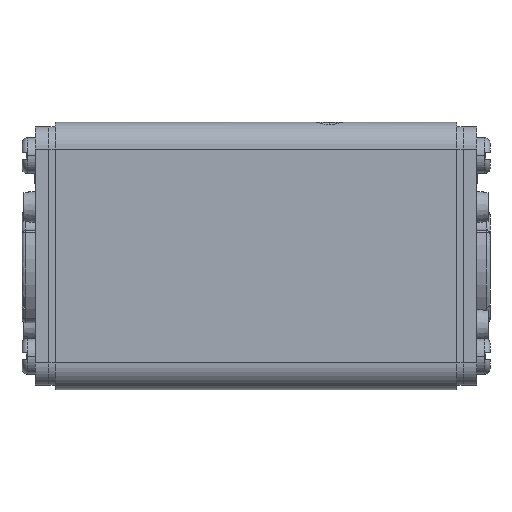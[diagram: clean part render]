
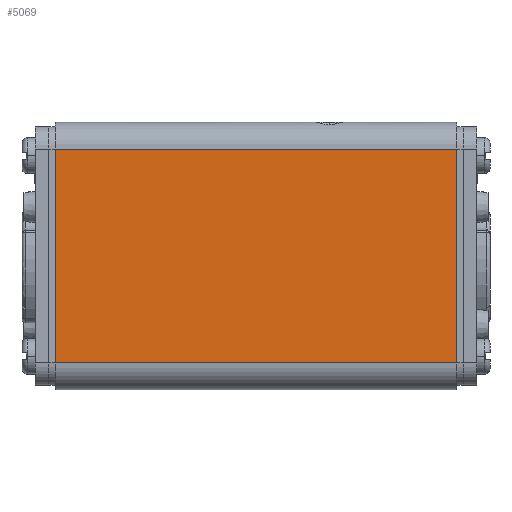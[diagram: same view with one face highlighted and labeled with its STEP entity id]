
A CAD part, left-side view. The second image highlights one B-rep face of the part: STEP entity #5069.
In plain terms, the highlighted face is planar.
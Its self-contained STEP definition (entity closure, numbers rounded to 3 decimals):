
#235=DIRECTION('',(1.,0.,0.));
#236=VECTOR('',#235,48.);
#237=CARTESIAN_POINT('',(-24.,-30.,-45.));
#238=LINE('',#237,#236);
#1420=DIRECTION('',(0.,0.,-1.));
#1421=VECTOR('',#1420,90.);
#1422=CARTESIAN_POINT('',(24.,-30.,45.));
#1423=LINE('',#1422,#1421);
#1427=DIRECTION('',(0.,0.,-1.));
#1428=VECTOR('',#1427,90.);
#1429=CARTESIAN_POINT('',(-24.,-30.,45.));
#1430=LINE('',#1429,#1428);
#1909=DIRECTION('',(1.,0.,0.));
#1910=VECTOR('',#1909,48.);
#1911=CARTESIAN_POINT('',(-24.,-30.,45.));
#1912=LINE('',#1911,#1910);
#3491=CARTESIAN_POINT('',(24.,-30.,-45.));
#3493=VERTEX_POINT('',#3491);
#3494=CARTESIAN_POINT('',(24.,-30.,45.));
#3495=VERTEX_POINT('',#3494);
#3498=CARTESIAN_POINT('',(-24.,-30.,-45.));
#3500=VERTEX_POINT('',#3498);
#3504=CARTESIAN_POINT('',(-24.,-30.,45.));
#3505=VERTEX_POINT('',#3504);
#5056=CARTESIAN_POINT('',(-30.,-30.,-45.));
#5057=DIRECTION('',(0.,-1.,0.));
#5058=DIRECTION('',(1.,0.,0.));
#5059=AXIS2_PLACEMENT_3D('',#5056,#5057,#5058);
#5060=PLANE('',#5059);
#5061=ORIENTED_EDGE('',*,*,#4894,.T.);
#5062=ORIENTED_EDGE('',*,*,#4000,.F.);
#5064=ORIENTED_EDGE('',*,*,#5063,.F.);
#5066=ORIENTED_EDGE('',*,*,#5065,.T.);
#5067=EDGE_LOOP('',(#5061,#5062,#5064,#5066));
#5068=FACE_OUTER_BOUND('',#5067,.F.);
#4000=EDGE_CURVE('',#3500,#3493,#238,.T.);
#4894=EDGE_CURVE('',#3495,#3493,#1423,.T.);
#5063=EDGE_CURVE('',#3505,#3500,#1430,.T.);
#5065=EDGE_CURVE('',#3505,#3495,#1912,.T.);
#5069=ADVANCED_FACE('',(#5068),#5060,.T.);
